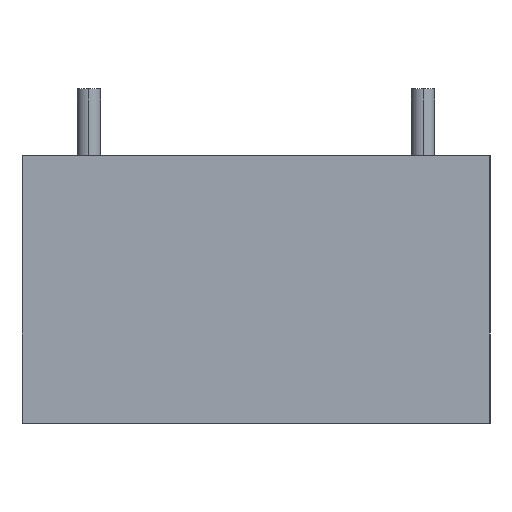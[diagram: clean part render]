
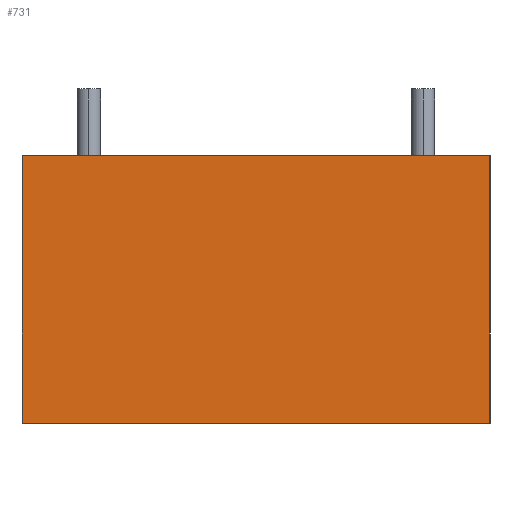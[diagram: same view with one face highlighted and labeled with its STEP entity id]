
A CAD part, left-side view. The second image highlights one B-rep face of the part: STEP entity #731.
In plain terms, the highlighted planar face has unit normal (-1, 0, 0).
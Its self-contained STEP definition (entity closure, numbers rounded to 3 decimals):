
#55 = AXIS2_PLACEMENT_3D ( 'NONE', #331, #406, #332 ) ;
#108 = VECTOR ( 'NONE', #428, 1000. ) ;
#129 = VECTOR ( 'NONE', #444, 1000. ) ;
#135 = VECTOR ( 'NONE', #480, 1000. ) ;
#137 = VECTOR ( 'NONE', #975, 1000. ) ;
#239 = EDGE_CURVE ( 'NONE', #1074, #996, #774, .T. ) ;
#240 = EDGE_CURVE ( 'NONE', #1002, #996, #1012, .T. ) ;
#246 = EDGE_CURVE ( 'NONE', #971, #1074, #376, .T. ) ;
#258 = EDGE_CURVE ( 'NONE', #971, #1002, #439, .T. ) ;
#331 = CARTESIAN_POINT ( 'NONE',  ( 0., 0., 8. ) ) ;
#332 = DIRECTION ( 'NONE',  ( 0., 0., -1. ) ) ;
#376 = LINE ( 'NONE', #449, #129 ) ;
#397 = FACE_OUTER_BOUND ( 'NONE', #1001, .T. ) ;
#406 = DIRECTION ( 'NONE',  ( 1., 0., 0. ) ) ;
#416 = PLANE ( 'NONE',  #55 ) ;
#428 = DIRECTION ( 'NONE',  ( 0., 0., -1. ) ) ;
#437 = CARTESIAN_POINT ( 'NONE',  ( 0., 14., 8. ) ) ;
#439 = LINE ( 'NONE', #437, #108 ) ;
#444 = DIRECTION ( 'NONE',  ( 0., -1., 0. ) ) ;
#449 = CARTESIAN_POINT ( 'NONE',  ( 0., 0., 8. ) ) ;
#471 = CARTESIAN_POINT ( 'NONE',  ( 0., 0., 0. ) ) ;
#480 = DIRECTION ( 'NONE',  ( 0., -1., 0. ) ) ;
#537 = CARTESIAN_POINT ( 'NONE',  ( 0., 14., 8. ) ) ;
#608 = CARTESIAN_POINT ( 'NONE',  ( 0., 14., 0. ) ) ;
#652 = CARTESIAN_POINT ( 'NONE',  ( 0., 0., 8. ) ) ;
#678 = CARTESIAN_POINT ( 'NONE',  ( 0., 0., 0. ) ) ;
#731 = ADVANCED_FACE ( 'NONE', ( #397 ), #416, .F. ) ;
#774 = LINE ( 'NONE', #782, #137 ) ;
#782 = CARTESIAN_POINT ( 'NONE',  ( 0., 0., 8. ) ) ;
#971 = VERTEX_POINT ( 'NONE', #537 ) ;
#975 = DIRECTION ( 'NONE',  ( 0., 0., -1. ) ) ;
#996 = VERTEX_POINT ( 'NONE', #678 ) ;
#1001 = EDGE_LOOP ( 'NONE', ( #1159, #1158, #1157, #1156 ) ) ;
#1002 = VERTEX_POINT ( 'NONE', #608 ) ;
#1012 = LINE ( 'NONE', #471, #135 ) ;
#1074 = VERTEX_POINT ( 'NONE', #652 ) ;
#1156 = ORIENTED_EDGE ( 'NONE', *, *, #258, .T. ) ;
#1157 = ORIENTED_EDGE ( 'NONE', *, *, #246, .F. ) ;
#1158 = ORIENTED_EDGE ( 'NONE', *, *, #239, .F. ) ;
#1159 = ORIENTED_EDGE ( 'NONE', *, *, #240, .T. ) ;
